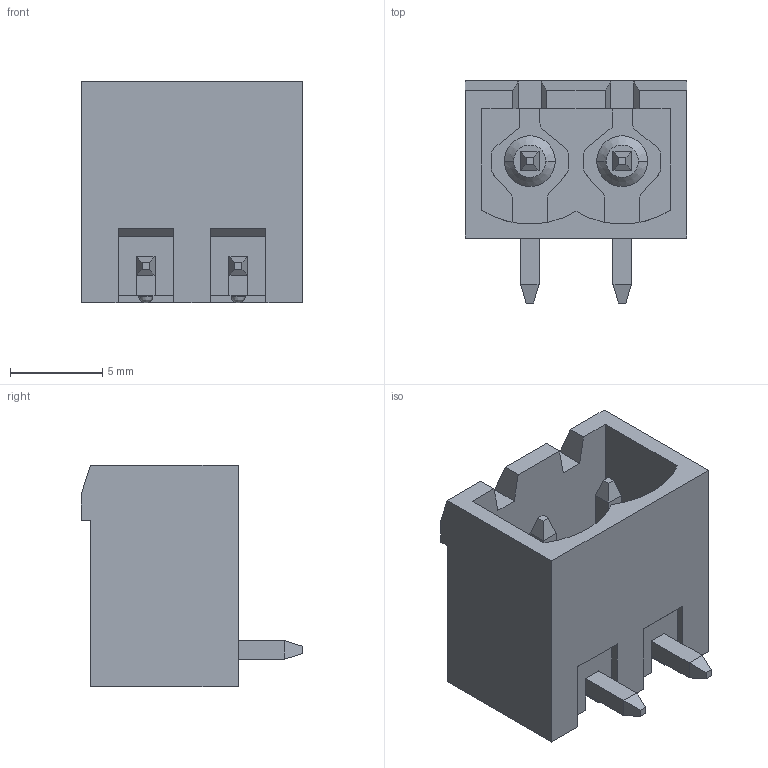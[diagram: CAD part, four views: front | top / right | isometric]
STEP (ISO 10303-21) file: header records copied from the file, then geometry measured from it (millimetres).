
FILE_DESCRIPTION(('STEP AP203'),'1');
FILE_NAME('691313710002.stp','2019-07-31T04:06:56',('TraceParts'),('TraceParts S.A.'),'Spatial InterOp 3D',' ',' ');
FILE_SCHEMA(('CONFIG_CONTROL_DESIGN'));
Length unit declared in the file: millimetre
Products named in the file (1): 1
Bounding box: 12 x 12 x 12 mm (x, y, z)
Volume: 550.6 mm3; surface area: 1293.4 mm2
Topology: 3 solids, 3 shells, 138 faces, 362 edges, 232 vertices
Faces by surface type: plane 104, cylinder 26, bspline 4, cone 4
Entity records: 4338 total; most frequent: CARTESIAN_POINT 855, ORIENTED_EDGE 724, DIRECTION 696, EDGE_CURVE 362, LINE 294, VECTOR 294, VERTEX_POINT 232, AXIS2_PLACEMENT_3D 201
